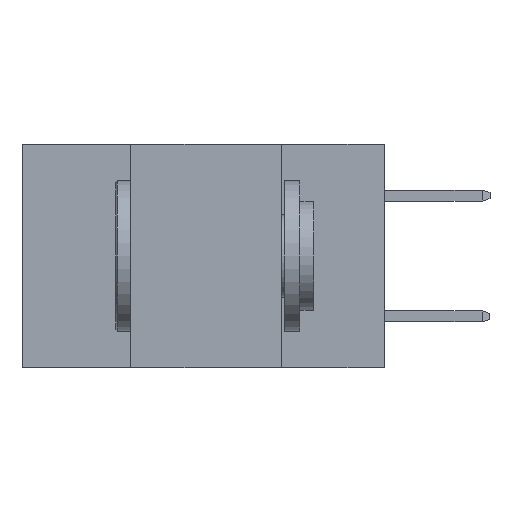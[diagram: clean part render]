
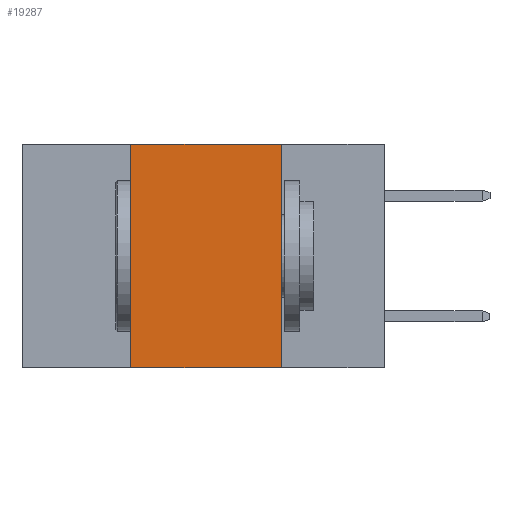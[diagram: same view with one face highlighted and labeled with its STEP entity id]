
A CAD part, left-side view. The second image highlights one B-rep face of the part: STEP entity #19287.
In plain terms, the highlighted planar face has unit normal (-1, 0, 0).
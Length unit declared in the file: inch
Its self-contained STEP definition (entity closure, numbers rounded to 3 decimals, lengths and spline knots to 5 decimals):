
#836 = CARTESIAN_POINT ( 'NONE',  ( 0., 0.42, 0. ) ) ;
#861 = DIRECTION ( 'NONE',  ( 1., 0., 0. ) ) ;
#948 = ORIENTED_EDGE ( 'NONE', *, *, #5182, .F. ) ;
#1429 = CARTESIAN_POINT ( 'NONE',  ( 0., 0.17, -0.37 ) ) ;
#1899 = CARTESIAN_POINT ( 'NONE',  ( 0., 0.17, 0. ) ) ;
#1920 = DIRECTION ( 'NONE',  ( 0., -1., 0. ) ) ;
#2392 = EDGE_CURVE ( 'NONE', #13010, #5485, #18587, .T. ) ;
#2473 = EDGE_CURVE ( 'NONE', #5005, #13010, #16672, .T. ) ;
#2514 = EDGE_LOOP ( 'NONE', ( #12893, #11789, #948, #7137 ) ) ;
#3176 = VECTOR ( 'NONE', #12904, 39.37008 ) ;
#5005 = VERTEX_POINT ( 'NONE', #836 ) ;
#5182 = EDGE_CURVE ( 'NONE', #10411, #5005, #7811, .T. ) ;
#5485 = VERTEX_POINT ( 'NONE', #1429 ) ;
#6786 = CARTESIAN_POINT ( 'NONE',  ( 0., 0.42, 0. ) ) ;
#6992 = FACE_OUTER_BOUND ( 'NONE', #2514, .T. ) ;
#7137 = ORIENTED_EDGE ( 'NONE', *, *, #7207, .T. ) ;
#7207 = EDGE_CURVE ( 'NONE', #10411, #5485, #12026, .T. ) ;
#7811 = LINE ( 'NONE', #6786, #15075 ) ;
#8405 = PLANE ( 'NONE',  #18714 ) ;
#9718 = CARTESIAN_POINT ( 'NONE',  ( 0., 0.6, -0.37 ) ) ;
#10411 = VERTEX_POINT ( 'NONE', #13620 ) ;
#11520 = DIRECTION ( 'NONE',  ( 0., 0., -1. ) ) ;
#11789 = ORIENTED_EDGE ( 'NONE', *, *, #2473, .F. ) ;
#11999 = DIRECTION ( 'NONE',  ( 0., 0., 1. ) ) ;
#12026 = LINE ( 'NONE', #9718, #12517 ) ;
#12517 = VECTOR ( 'NONE', #17460, 39.37008 ) ;
#12551 = VECTOR ( 'NONE', #1920, 39.37008 ) ;
#12893 = ORIENTED_EDGE ( 'NONE', *, *, #2392, .F. ) ;
#12904 = DIRECTION ( 'NONE',  ( 0., 0., -1. ) ) ;
#13010 = VERTEX_POINT ( 'NONE', #1899 ) ;
#13620 = CARTESIAN_POINT ( 'NONE',  ( 0., 0.42, -0.37 ) ) ;
#15075 = VECTOR ( 'NONE', #11999, 39.37008 ) ;
#16672 = LINE ( 'NONE', #19458, #12551 ) ;
#17460 = DIRECTION ( 'NONE',  ( 0., -1., 0. ) ) ;
#18587 = LINE ( 'NONE', #19329, #3176 ) ;
#18714 = AXIS2_PLACEMENT_3D ( 'NONE', #19227, #861, #11520 ) ;
#19227 = CARTESIAN_POINT ( 'NONE',  ( 0., 0.6, 0. ) ) ;
#19287 = ADVANCED_FACE ( 'NONE', ( #6992 ), #8405, .F. ) ;
#19329 = CARTESIAN_POINT ( 'NONE',  ( 0., 0.17, 0. ) ) ;
#19458 = CARTESIAN_POINT ( 'NONE',  ( 0., 0.6, 0. ) ) ;
